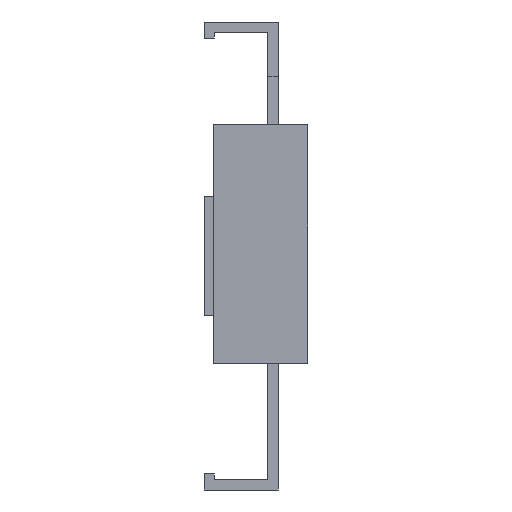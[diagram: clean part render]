
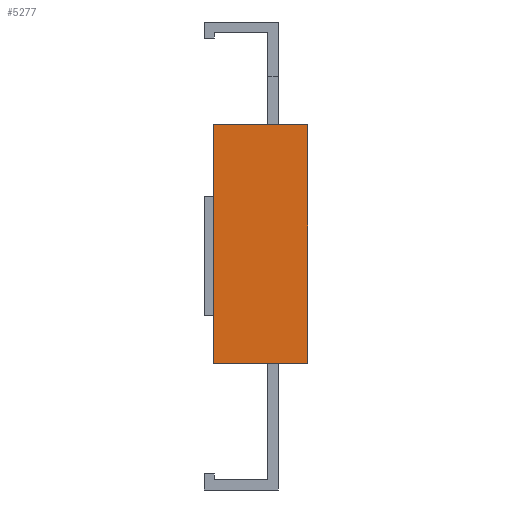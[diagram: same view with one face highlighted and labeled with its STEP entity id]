
A CAD part, left-side view. The second image highlights one B-rep face of the part: STEP entity #5277.
In plain terms, the highlighted planar face has unit normal (-1, 0, 0).
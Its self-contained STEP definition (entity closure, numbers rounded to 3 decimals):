
#488=FACE_OUTER_BOUND('',#802,.T.);
#802=EDGE_LOOP('',(#3619,#3620,#3621,#3622));
#1191=LINE('',#7993,#1775);
#1192=LINE('',#7995,#1776);
#1193=LINE('',#7997,#1777);
#1194=LINE('',#7998,#1778);
#1775=VECTOR('',#6400,10.);
#1776=VECTOR('',#6401,10.);
#1777=VECTOR('',#6402,10.);
#1778=VECTOR('',#6403,10.);
#2355=VERTEX_POINT('',#7991);
#2356=VERTEX_POINT('',#7992);
#2357=VERTEX_POINT('',#7994);
#2358=VERTEX_POINT('',#7996);
#2852=EDGE_CURVE('',#2355,#2356,#1191,.T.);
#2853=EDGE_CURVE('',#2356,#2357,#1192,.T.);
#2854=EDGE_CURVE('',#2358,#2357,#1193,.T.);
#2855=EDGE_CURVE('',#2355,#2358,#1194,.T.);
#3619=ORIENTED_EDGE('',*,*,#2852,.T.);
#3620=ORIENTED_EDGE('',*,*,#2853,.T.);
#3621=ORIENTED_EDGE('',*,*,#2854,.F.);
#3622=ORIENTED_EDGE('',*,*,#2855,.F.);
#5042=PLANE('',#5839);
#5277=ADVANCED_FACE('',(#488),#5042,.T.);
#5839=AXIS2_PLACEMENT_3D('',#7990,#6398,#6399);
#6398=DIRECTION('center_axis',(-1.,0.,0.));
#6399=DIRECTION('ref_axis',(0.,-1.,0.));
#6400=DIRECTION('',(0.,-1.,0.));
#6401=DIRECTION('',(0.,0.,1.));
#6402=DIRECTION('',(0.,-1.,0.));
#6403=DIRECTION('',(0.,0.,1.));
#7990=CARTESIAN_POINT('Origin',(-32.,10.,-18.));
#7991=CARTESIAN_POINT('',(-32.,10.,-18.));
#7992=CARTESIAN_POINT('',(-32.,-5.8,-18.));
#7993=CARTESIAN_POINT('',(-32.,10.,-18.));
#7994=CARTESIAN_POINT('',(-32.,-5.8,22.));
#7995=CARTESIAN_POINT('',(-32.,-5.8,-18.));
#7996=CARTESIAN_POINT('',(-32.,10.,22.));
#7997=CARTESIAN_POINT('',(-32.,10.,22.));
#7998=CARTESIAN_POINT('',(-32.,10.,-18.));
